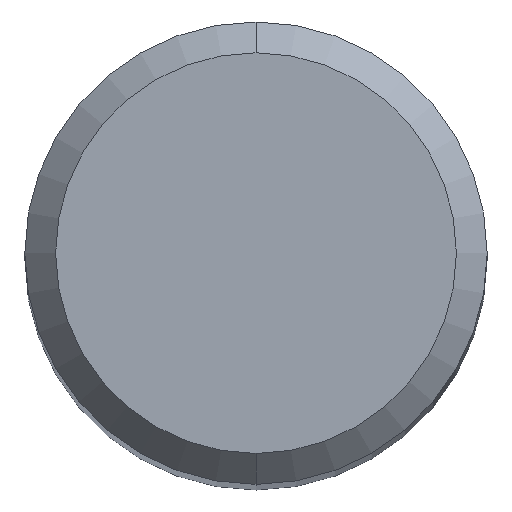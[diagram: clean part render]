
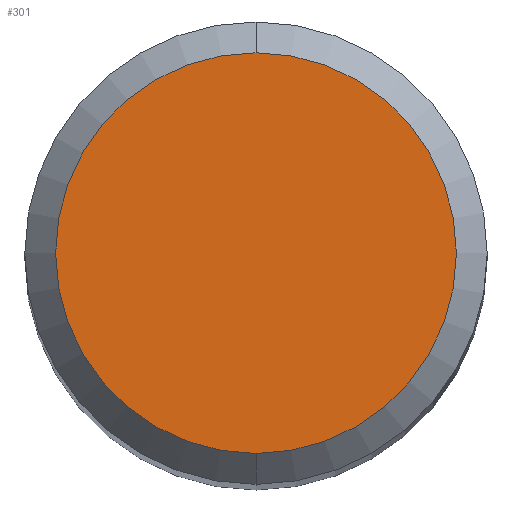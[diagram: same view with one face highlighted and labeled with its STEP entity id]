
A CAD part, top view. The second image highlights one B-rep face of the part: STEP entity #301.
In plain terms, the highlighted planar face has unit normal (0, 0, 1).
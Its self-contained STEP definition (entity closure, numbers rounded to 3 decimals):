
#225=EDGE_CURVE('',#463,#239,#538,.T.);
#239=VERTEX_POINT('',#553);
#253=EDGE_CURVE('',#239,#463,#569,.T.);
#301=ADVANCED_FACE('',(#620),#621,.T.);
#463=VERTEX_POINT('',#800);
#538=CIRCLE('',#914,2.6);
#553=CARTESIAN_POINT('',(0.0,2.6,0.0));
#569=CIRCLE('',#969,2.6);
#620=FACE_OUTER_BOUND('',#1135,.T.);
#621=PLANE('',#1136);
#800=CARTESIAN_POINT('',(0.,-2.6,0.0));
#914=AXIS2_PLACEMENT_3D('',#1505,#1506,#1507);
#969=AXIS2_PLACEMENT_3D('',#1546,#1547,#1548);
#1135=EDGE_LOOP('',(#1591,#1592));
#1136=AXIS2_PLACEMENT_3D('',#1593,#1594,#1595);
#1505=CARTESIAN_POINT('',(0.0,0.0,0.0));
#1506=DIRECTION('',(0.0,0.0,-1.0));
#1507=DIRECTION('',(0.0,1.0,0.0));
#1546=CARTESIAN_POINT('',(0.0,0.0,0.0));
#1547=DIRECTION('',(0.0,0.0,-1.0));
#1548=DIRECTION('',(0.0,1.0,0.0));
#1591=ORIENTED_EDGE('',*,*,#253,.F.);
#1592=ORIENTED_EDGE('',*,*,#225,.F.);
#1593=CARTESIAN_POINT('',(0.0,1.3,0.0));
#1594=DIRECTION('',(-0.0,0.0,1.0));
#1595=DIRECTION('',(0.0,-1.0,0.0));
